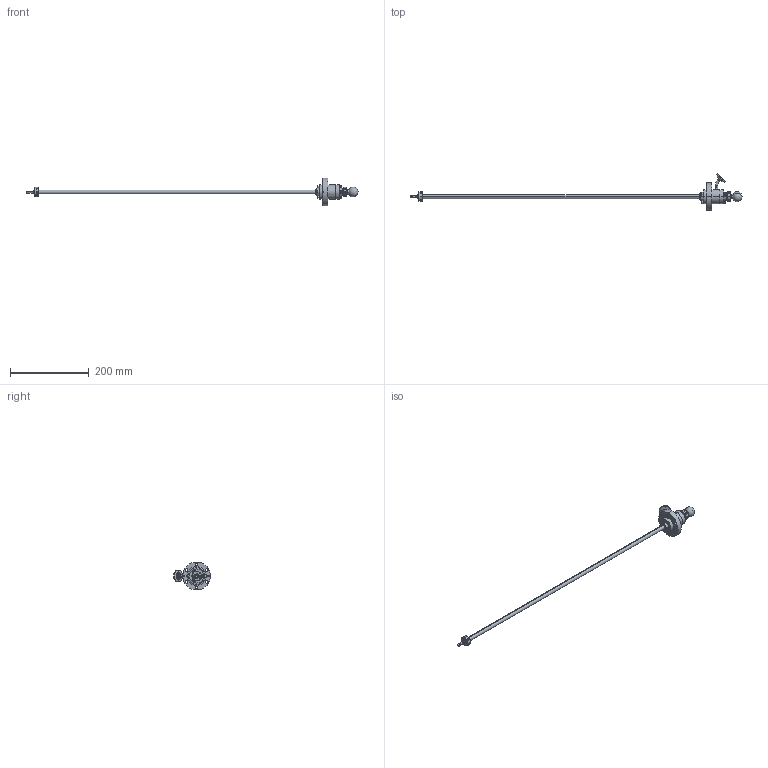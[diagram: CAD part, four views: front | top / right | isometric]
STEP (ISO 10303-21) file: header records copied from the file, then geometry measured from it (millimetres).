
FILE_DESCRIPTION (( 'STEP AP214' ), '1' );
FILE_NAME ('613-RLHD700-DP-C40.STEP', '2016-06-13T11:30:50', ( '' ), ( '' ), 'SwSTEP 2.0', 'SolidWorks 2014', '' );
FILE_SCHEMA (( 'AUTOMOTIVE_DESIGN' ));
Length unit declared in the file: millimetre
Products named in the file (19): 9613-RLHD-DP-C40-1; 906-XFM-X-X_906-XFM-1012-08; 9613-RLD-DP-CLAMP10-AL; 906-KNOB-D25-M6-319-AL; 9613-RLHD-DP-2-X_9613-RLHD-DP-2-700; 9613-RLHD-DP-C40-5; 9613-RLHD-DP-C40-6; 9613-RLHD-DP-C40-7-X_9613-RLHD-DP-C40-7-700; 9613-RLHD-DP-C40; 9613-SR-10X22X6; 9613-RLHD-DP-C40-4; 9431-KF16-6_9431-KF16-6; 9613-RLHD-DP-1; 9613-RLHD-DP-C40-3; 9613-RLHD-DP-C40-2_411-CB40; Zylinderschraube mit Innensechskant ISO 4762_ISO 4762 M4 x 16 --- 16N; Federscheibe DIN 128_Spring washer DIN 128 - A4; 613-RLHD700-DP-C40; Sechskantmutter ISO 4032_Hexagon Nut ISO 4032 - M6 - D - N
Assembly tree (32 placements, depth 3):
  613-RLHD700-DP-C40
    9613-RLHD-DP-C40
      9613-RLHD-DP-C40-2_411-CB40
      9613-RLHD-DP-C40-3
      9613-RLHD-DP-1
      9431-KF16-6_9431-KF16-6
      9613-RLHD-DP-C40-4
      9613-SR-10X22X6  x2
    9613-RLHD-DP-2-X_9613-RLHD-DP-2-700
      9613-RLHD-DP-C40-7-X_9613-RLHD-DP-C40-7-700
      9613-RLHD-DP-C40-6
      9613-RLHD-DP-C40-5
    906-KNOB-D25-M6-319-AL
    9613-RLD-DP-CLAMP10-AL  x2
    906-XFM-X-X_906-XFM-1012-08  x2
    9613-RLHD-DP-C40-1  x2
    Sechskantmutter ISO 4032_Hexagon Nut ISO 4032 - M6 - D - N
    Federscheibe DIN 128_Spring washer DIN 128 - A4  x6
    Zylinderschraube mit Innensechskant ISO 4762_ISO 4762 M4 x 16 --- 16N  x6
Bounding box: 841.5 x 93.51 x 70 mm (x, y, z)
Volume: 121347.8 mm3; surface area: 94701.2 mm2
Topology: 30 solids, 34 shells, 774 faces, 1693 edges, 1005 vertices
Faces by surface type: cylinder 251, plane 233, cone 196, torus 52, bspline 40, sphere 2
Entity records: 14457 total; most frequent: CARTESIAN_POINT 3519, DIRECTION 2110, ORIENTED_EDGE 1764, AXIS2_PLACEMENT_3D 900, EDGE_CURVE 882, VERTEX_POINT 537, EDGE_LOOP 493, CIRCLE 473
